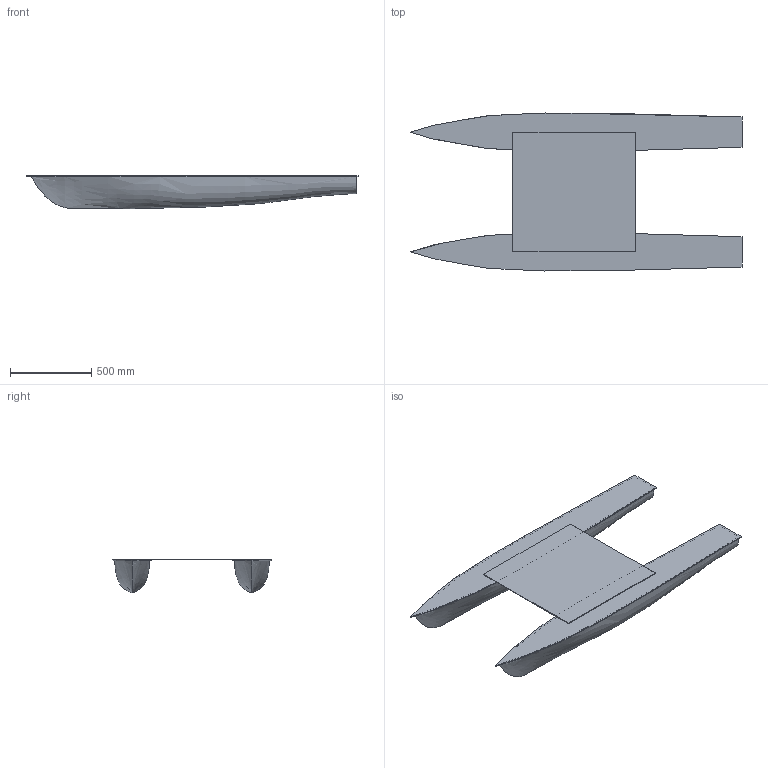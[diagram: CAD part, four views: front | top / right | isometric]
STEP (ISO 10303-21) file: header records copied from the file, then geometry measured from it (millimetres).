
FILE_DESCRIPTION(/* description */ (''),/* implementation_level */ '2;1');
FILE_NAME(/* name */ 'Catamaran_DemiHull.step',/* time_stamp */ '2025-12-24T10:19:59+05:30',/* author */ (''),/* organization */ (''),/* preprocessor_version */ 'ST-DEVELOPER v20.1',/* originating_system */ 'Autodesk Translation Framework v14.21.0.0',/* authorisation */ '');
FILE_SCHEMA (('AUTOMOTIVE_DESIGN { 1 0 10303 214 3 1 1 }'));
Length unit declared in the file: millimetre
Products named in the file (1): single_hull
Bounding box: 2040.97 x 971.33 x 208.99 mm (x, y, z)
Volume: 95310645.5 mm3; surface area: 3354707.6 mm2
Topology: 1 solids, 1 shells, 22 faces, 58 edges, 36 vertices
Faces by surface type: plane 14, bspline 8
Entity records: 4691 total; most frequent: CARTESIAN_POINT 4213, ORIENTED_EDGE 108, DIRECTION 58, EDGE_CURVE 54, VERTEX_POINT 36, LINE 28, VECTOR 28, EDGE_LOOP 24
